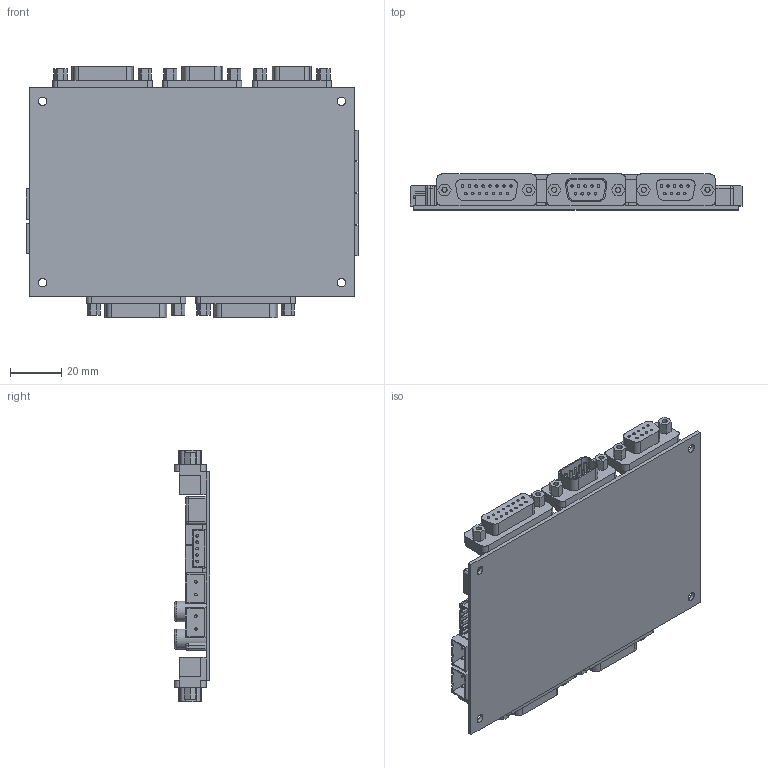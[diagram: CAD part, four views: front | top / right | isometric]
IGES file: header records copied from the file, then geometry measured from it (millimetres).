
Start section: SolidWorks IGES file using analytic representation for surfaces
Global section: file name: CSBL1000.IGS,1; native system: 5HSolidWorks 2010; preprocessor: SolidWorks 2010; author: Administrator; date: 140407.085415; units: millimetre
Bounding box: 130 x 14 x 98.5 mm (x, y, z)
Surface area: 40506.4 mm2 (no closed solid volume)
Topology: 0 solids, 0 shells, 909 faces, 8386 edges, 8370 vertices
Faces by surface type: bspline 610, revolution 299
